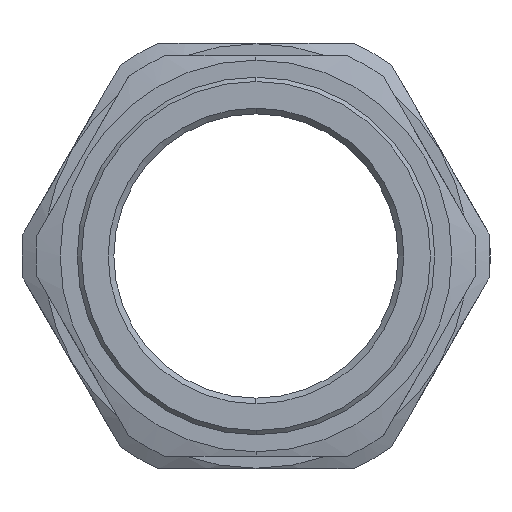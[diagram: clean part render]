
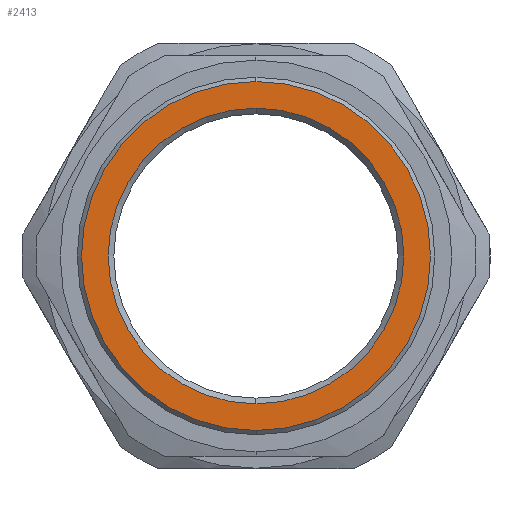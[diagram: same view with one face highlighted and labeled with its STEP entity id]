
A CAD part, left-side view. The second image highlights one B-rep face of the part: STEP entity #2413.
In plain terms, the highlighted planar face has unit normal (-1, 0, 0).
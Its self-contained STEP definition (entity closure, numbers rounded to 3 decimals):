
#80 = EDGE_LOOP ( 'NONE', ( #4333, #4059 ) ) ;
#131 = CIRCLE ( 'NONE', #2863, 30.75 ) ;
#280 = CIRCLE ( 'NONE', #921, 26.05 ) ;
#290 = FACE_BOUND ( 'NONE', #80, .T. ) ;
#314 = VERTEX_POINT ( 'NONE', #1834 ) ;
#316 = EDGE_CURVE ( 'NONE', #3906, #3349, #131, .T. ) ;
#440 = DIRECTION ( 'NONE',  ( 0., 0., -1. ) ) ;
#651 = AXIS2_PLACEMENT_3D ( 'NONE', #3150, #1767, #4190 ) ;
#685 = ORIENTED_EDGE ( 'NONE', *, *, #2172, .T. ) ;
#814 = CARTESIAN_POINT ( 'NONE',  ( 0., 0., 0. ) ) ;
#921 = AXIS2_PLACEMENT_3D ( 'NONE', #3554, #2527, #440 ) ;
#1100 = CARTESIAN_POINT ( 'NONE',  ( 0., 0., -26.05 ) ) ;
#1146 = DIRECTION ( 'NONE',  ( 0., 0., -1. ) ) ;
#1223 = CIRCLE ( 'NONE', #1298, 26.05 ) ;
#1280 = FACE_OUTER_BOUND ( 'NONE', #2542, .T. ) ;
#1293 = CIRCLE ( 'NONE', #651, 30.75 ) ;
#1298 = AXIS2_PLACEMENT_3D ( 'NONE', #3953, #2243, #1865 ) ;
#1303 = DIRECTION ( 'NONE',  ( 1., 0., 0. ) ) ;
#1767 = DIRECTION ( 'NONE',  ( -1., 0., 0. ) ) ;
#1788 = VERTEX_POINT ( 'NONE', #1100 ) ;
#1834 = CARTESIAN_POINT ( 'NONE',  ( 0., 0., 26.05 ) ) ;
#1865 = DIRECTION ( 'NONE',  ( 0., 0., -1. ) ) ;
#1912 = CARTESIAN_POINT ( 'NONE',  ( 0., 0., 30.75 ) ) ;
#2172 = EDGE_CURVE ( 'NONE', #3349, #3906, #1293, .T. ) ;
#2241 = DIRECTION ( 'NONE',  ( -1., 0., 0. ) ) ;
#2243 = DIRECTION ( 'NONE',  ( 1., 0., 0. ) ) ;
#2413 = ADVANCED_FACE ( 'NONE', ( #1280, #290 ), #3069, .F. ) ;
#2527 = DIRECTION ( 'NONE',  ( 1., 0., 0. ) ) ;
#2542 = EDGE_LOOP ( 'NONE', ( #4428, #685 ) ) ;
#2863 = AXIS2_PLACEMENT_3D ( 'NONE', #814, #2241, #1146 ) ;
#2990 = EDGE_CURVE ( 'NONE', #1788, #314, #280, .T. ) ;
#3053 = DIRECTION ( 'NONE',  ( 0., 0., -1. ) ) ;
#3069 = PLANE ( 'NONE',  #3902 ) ;
#3150 = CARTESIAN_POINT ( 'NONE',  ( 0., 0., 0. ) ) ;
#3349 = VERTEX_POINT ( 'NONE', #1912 ) ;
#3554 = CARTESIAN_POINT ( 'NONE',  ( 0., 0., 0. ) ) ;
#3561 = CARTESIAN_POINT ( 'NONE',  ( 0., 0., -30.75 ) ) ;
#3902 = AXIS2_PLACEMENT_3D ( 'NONE', #4085, #1303, #3053 ) ;
#3903 = EDGE_CURVE ( 'NONE', #314, #1788, #1223, .T. ) ;
#3906 = VERTEX_POINT ( 'NONE', #3561 ) ;
#3953 = CARTESIAN_POINT ( 'NONE',  ( 0., 0., 0. ) ) ;
#4059 = ORIENTED_EDGE ( 'NONE', *, *, #2990, .T. ) ;
#4085 = CARTESIAN_POINT ( 'NONE',  ( 0., 0., 0. ) ) ;
#4190 = DIRECTION ( 'NONE',  ( 0., 0., -1. ) ) ;
#4333 = ORIENTED_EDGE ( 'NONE', *, *, #3903, .T. ) ;
#4428 = ORIENTED_EDGE ( 'NONE', *, *, #316, .T. ) ;
